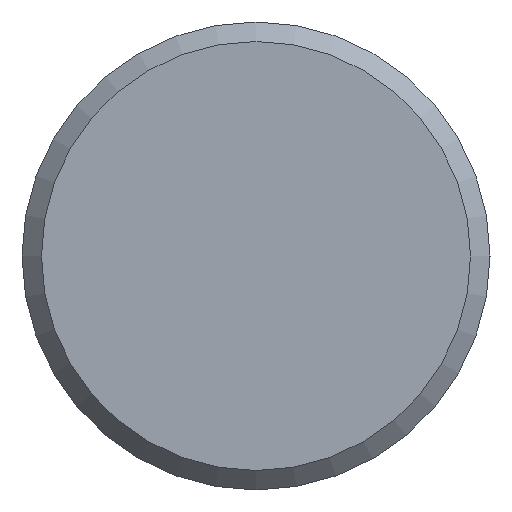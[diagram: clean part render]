
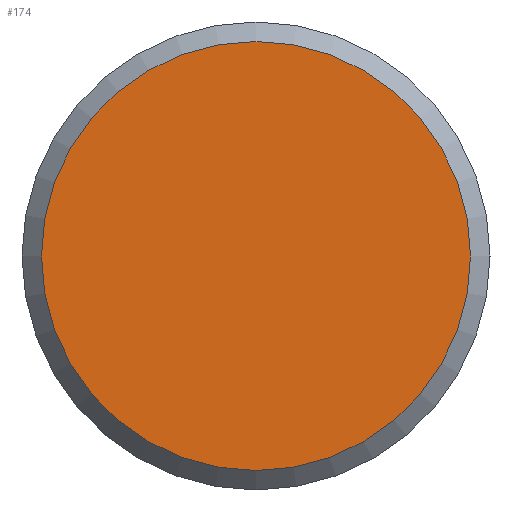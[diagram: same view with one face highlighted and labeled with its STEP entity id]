
A CAD part, left-side view. The second image highlights one B-rep face of the part: STEP entity #174.
In plain terms, the highlighted planar face has unit normal (-1, 0, 0).
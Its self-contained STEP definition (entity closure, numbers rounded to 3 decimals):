
#27=PLANE('',#220);
#37=FACE_OUTER_BOUND('',#52,.T.);
#52=EDGE_LOOP('',(#147));
#83=CIRCLE('',#219,5.5);
#97=VERTEX_POINT('',#322);
#115=EDGE_CURVE('',#97,#97,#83,.T.);
#147=ORIENTED_EDGE('',*,*,#115,.F.);
#174=ADVANCED_FACE('',(#37),#27,.T.);
#219=AXIS2_PLACEMENT_3D('',#324,#268,#269);
#220=AXIS2_PLACEMENT_3D('',#325,#270,#271);
#268=DIRECTION('center_axis',(1.,0.,0.));
#269=DIRECTION('ref_axis',(0.,-1.,0.));
#270=DIRECTION('center_axis',(-1.,0.,0.));
#271=DIRECTION('ref_axis',(0.,0.,1.));
#322=CARTESIAN_POINT('',(0.,5.5,0.));
#324=CARTESIAN_POINT('Origin',(0.,0.,
0.));
#325=CARTESIAN_POINT('Origin',(0.,6.,0.));
